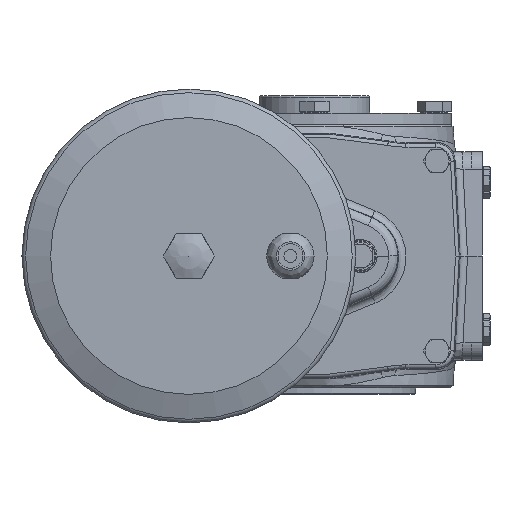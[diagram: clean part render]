
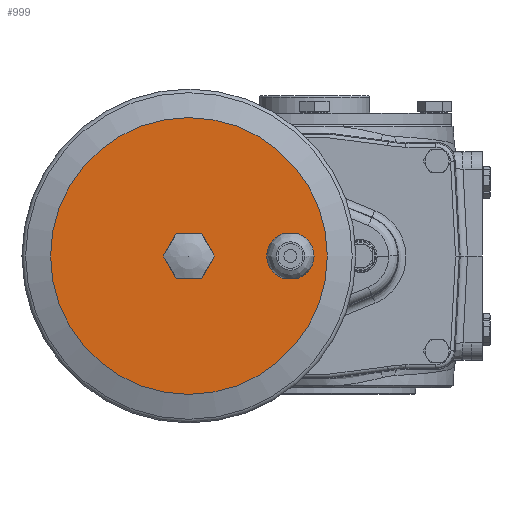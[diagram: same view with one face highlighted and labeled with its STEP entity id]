
A CAD part, left-side view. The second image highlights one B-rep face of the part: STEP entity #999.
In plain terms, the highlighted planar face has unit normal (-1, 0, 0).
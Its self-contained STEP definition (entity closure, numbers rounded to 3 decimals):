
#999 = ADVANCED_FACE( '', ( #2919, #2920, #2921 ), #2922, .T. );
#2919 = FACE_BOUND( '', #6496, .T. );
#2920 = FACE_OUTER_BOUND( '', #6497, .T. );
#2921 = FACE_BOUND( '', #6498, .T. );
#2922 = PLANE( '', #6499 );
#6496 = EDGE_LOOP( '', ( #23087, #23088, #23089, #23090 ) );
#6497 = EDGE_LOOP( '', ( #23091 ) );
#6498 = EDGE_LOOP( '', ( #23092, #23093, #23094, #23095, #23096, #23097 ) );
#6499 = AXIS2_PLACEMENT_3D( '', #23098, #23099, #23100 );
#23087 = ORIENTED_EDGE( '', *, *, #30085, .F. );
#23088 = ORIENTED_EDGE( '', *, *, #30086, .F. );
#23089 = ORIENTED_EDGE( '', *, *, #30087, .F. );
#23090 = ORIENTED_EDGE( '', *, *, #30088, .T. );
#23091 = ORIENTED_EDGE( '', *, *, #30089, .T. );
#23092 = ORIENTED_EDGE( '', *, *, #30090, .T. );
#23093 = ORIENTED_EDGE( '', *, *, #30091, .T. );
#23094 = ORIENTED_EDGE( '', *, *, #30092, .T. );
#23095 = ORIENTED_EDGE( '', *, *, #30093, .T. );
#23096 = ORIENTED_EDGE( '', *, *, #30094, .T. );
#23097 = ORIENTED_EDGE( '', *, *, #30095, .T. );
#23098 = CARTESIAN_POINT( '', ( -587., -7., 0. ) );
#23099 = DIRECTION( '', ( -1., 0., 0. ) );
#23100 = DIRECTION( '', ( 0., -1., 0. ) );
#30085 = EDGE_CURVE( '', #32923, #32924, #32925, .T. );
#30086 = EDGE_CURVE( '', #32926, #32923, #32927, .T. );
#30087 = EDGE_CURVE( '', #32928, #32926, #32929, .T. );
#30088 = EDGE_CURVE( '', #32928, #32924, #32930, .T. );
#30089 = EDGE_CURVE( '', #32931, #32931, #32932, .T. );
#30090 = EDGE_CURVE( '', #32933, #32934, #32935, .T. );
#30091 = EDGE_CURVE( '', #32934, #32936, #32937, .T. );
#30092 = EDGE_CURVE( '', #32936, #32938, #32939, .T. );
#30093 = EDGE_CURVE( '', #32938, #32940, #32941, .T. );
#30094 = EDGE_CURVE( '', #32940, #32942, #32943, .T. );
#30095 = EDGE_CURVE( '', #32942, #32933, #32944, .T. );
#32923 = VERTEX_POINT( '', #37332 );
#32924 = VERTEX_POINT( '', #37333 );
#32925 = CIRCLE( '', #37334, 12.8 );
#32926 = VERTEX_POINT( '', #37335 );
#32927 = LINE( '', #37336, #37337 );
#32928 = VERTEX_POINT( '', #37338 );
#32929 = CIRCLE( '', #37339, 12.8 );
#32930 = LINE( '', #37340, #37341 );
#32931 = VERTEX_POINT( '', #37342 );
#32932 = CIRCLE( '', #37343, 75. );
#32933 = VERTEX_POINT( '', #37344 );
#32934 = VERTEX_POINT( '', #37345 );
#32935 = LINE( '', #37346, #37347 );
#32936 = VERTEX_POINT( '', #37348 );
#32937 = LINE( '', #37349, #37350 );
#32938 = VERTEX_POINT( '', #37351 );
#32939 = LINE( '', #37352, #37353 );
#32940 = VERTEX_POINT( '', #37354 );
#32941 = LINE( '', #37355, #37356 );
#32942 = VERTEX_POINT( '', #37357 );
#32943 = LINE( '', #37358, #37359 );
#32944 = LINE( '', #37360, #37361 );
#37332 = CARTESIAN_POINT( '', ( -587., 17.454, 12. ) );
#37333 = CARTESIAN_POINT( '', ( -587., 17.454, -12. ) );
#37334 = AXIS2_PLACEMENT_3D( '', #47784, #47785, #47786 );
#37335 = CARTESIAN_POINT( '', ( -587., 8.546, 12. ) );
#37336 = CARTESIAN_POINT( '', ( -587., 8.546, 12. ) );
#37337 = VECTOR( '', #47787, 1000. );
#37338 = CARTESIAN_POINT( '', ( -587., 8.546, -12. ) );
#37339 = AXIS2_PLACEMENT_3D( '', #47788, #47789, #47790 );
#37340 = CARTESIAN_POINT( '', ( -587., 8.546, -12. ) );
#37341 = VECTOR( '', #47791, 1000. );
#37342 = CARTESIAN_POINT( '', ( -587., -7., 0. ) );
#37343 = AXIS2_PLACEMENT_3D( '', #47792, #47793, #47794 );
#37344 = CARTESIAN_POINT( '', ( -587., 74.928, -12. ) );
#37345 = CARTESIAN_POINT( '', ( -587., 81.856, 0. ) );
#37346 = CARTESIAN_POINT( '', ( -587., 74.928, -12. ) );
#37347 = VECTOR( '', #47795, 1000. );
#37348 = CARTESIAN_POINT( '', ( -587., 74.928, 12. ) );
#37349 = CARTESIAN_POINT( '', ( -587., 81.856, 0. ) );
#37350 = VECTOR( '', #47796, 1000. );
#37351 = CARTESIAN_POINT( '', ( -587., 61.072, 12. ) );
#37352 = CARTESIAN_POINT( '', ( -587., 74.928, 12. ) );
#37353 = VECTOR( '', #47797, 1000. );
#37354 = CARTESIAN_POINT( '', ( -587., 54.144, 0. ) );
#37355 = CARTESIAN_POINT( '', ( -587., 61.072, 12. ) );
#37356 = VECTOR( '', #47798, 1000. );
#37357 = CARTESIAN_POINT( '', ( -587., 61.072, -12. ) );
#37358 = CARTESIAN_POINT( '', ( -587., 54.144, 0. ) );
#37359 = VECTOR( '', #47799, 1000. );
#37360 = CARTESIAN_POINT( '', ( -587., 61.072, -12. ) );
#37361 = VECTOR( '', #47800, 1000. );
#47784 = CARTESIAN_POINT( '', ( -587., 13., 0. ) );
#47785 = DIRECTION( '', ( -1., 0., 0. ) );
#47786 = DIRECTION( '', ( 0., -1., 0. ) );
#47787 = DIRECTION( '', ( 0., 1., 0. ) );
#47788 = CARTESIAN_POINT( '', ( -587., 13., 0. ) );
#47789 = DIRECTION( '', ( -1., 0., 0. ) );
#47790 = DIRECTION( '', ( 0., -1., 0. ) );
#47791 = DIRECTION( '', ( 0., 1., 0. ) );
#47792 = CARTESIAN_POINT( '', ( -587., 68., 0. ) );
#47793 = DIRECTION( '', ( -1., 0., 0. ) );
#47794 = DIRECTION( '', ( 0., -1., 0. ) );
#47795 = DIRECTION( '', ( 0., 0.5, 0.866 ) );
#47796 = DIRECTION( '', ( 0., -0.5, 0.866 ) );
#47797 = DIRECTION( '', ( 0., -1., 0. ) );
#47798 = DIRECTION( '', ( 0., -0.5, -0.866 ) );
#47799 = DIRECTION( '', ( 0., 0.5, -0.866 ) );
#47800 = DIRECTION( '', ( 0., 1., 0. ) );
